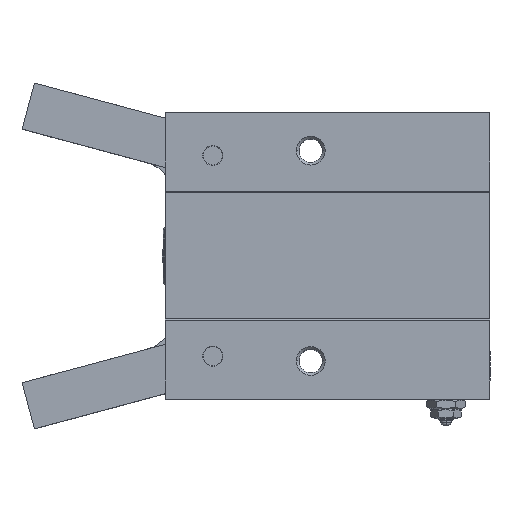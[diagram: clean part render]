
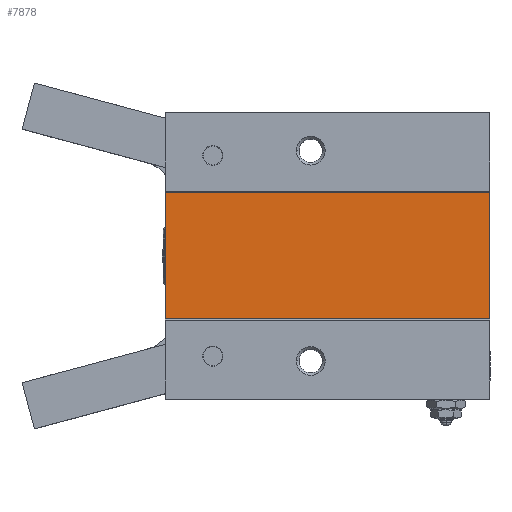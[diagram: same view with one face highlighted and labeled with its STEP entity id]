
A CAD part, top view. The second image highlights one B-rep face of the part: STEP entity #7878.
In plain terms, the highlighted planar face has unit normal (0, 0, 1).
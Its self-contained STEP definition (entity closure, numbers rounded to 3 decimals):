
#63 = DIRECTION ( 'NONE',  ( 0., 1., 0. ) ) ;
#97 = CARTESIAN_POINT ( 'NONE',  ( 0., -13.2, 19.7 ) ) ;
#839 = CARTESIAN_POINT ( 'NONE',  ( 0., -13.2, 19.7 ) ) ;
#1065 = DIRECTION ( 'NONE',  ( 1., 0., 0. ) ) ;
#1220 = FACE_OUTER_BOUND ( 'NONE', #8195, .T. ) ;
#1427 = CARTESIAN_POINT ( 'NONE',  ( 0., 13.2, 19.7 ) ) ;
#1429 = LINE ( 'NONE', #7539, #3212 ) ;
#1525 = DIRECTION ( 'NONE',  ( 1., 0., 0. ) ) ;
#1530 = VECTOR ( 'NONE', #63, 1000. ) ;
#1713 = CARTESIAN_POINT ( 'NONE',  ( 0., 13.2, 19.7 ) ) ;
#1723 = VERTEX_POINT ( 'NONE', #1902 ) ;
#1902 = CARTESIAN_POINT ( 'NONE',  ( -68., -13.2, 19.7 ) ) ;
#2104 = CARTESIAN_POINT ( 'NONE',  ( 0., 13.2, 19.7 ) ) ;
#2237 = VECTOR ( 'NONE', #2695, 1000. ) ;
#2392 = CARTESIAN_POINT ( 'NONE',  ( -68., 13.2, 19.7 ) ) ;
#2462 = ORIENTED_EDGE ( 'NONE', *, *, #8525, .T. ) ;
#2463 = EDGE_CURVE ( 'NONE', #6312, #4713, #4032, .T. ) ;
#2679 = ORIENTED_EDGE ( 'NONE', *, *, #4948, .T. ) ;
#2695 = DIRECTION ( 'NONE',  ( -1., 0., 0. ) ) ;
#2839 = DIRECTION ( 'NONE',  ( 0., -1., 0. ) ) ;
#3212 = VECTOR ( 'NONE', #2839, 1000. ) ;
#3544 = ORIENTED_EDGE ( 'NONE', *, *, #2463, .T. ) ;
#3707 = EDGE_CURVE ( 'NONE', #4713, #1723, #1429, .T. ) ;
#4032 = LINE ( 'NONE', #7397, #2237 ) ;
#4713 = VERTEX_POINT ( 'NONE', #2392 ) ;
#4948 = EDGE_CURVE ( 'NONE', #1723, #7642, #7496, .T. ) ;
#5101 = DIRECTION ( 'NONE',  ( 0., 0., 1. ) ) ;
#5297 = VECTOR ( 'NONE', #1525, 1000. ) ;
#5319 = LINE ( 'NONE', #1427, #1530 ) ;
#5739 = PLANE ( 'NONE',  #6521 ) ;
#6312 = VERTEX_POINT ( 'NONE', #2104 ) ;
#6521 = AXIS2_PLACEMENT_3D ( 'NONE', #1713, #5101, #1065 ) ;
#6731 = ORIENTED_EDGE ( 'NONE', *, *, #3707, .T. ) ;
#7397 = CARTESIAN_POINT ( 'NONE',  ( 0., 13.2, 19.7 ) ) ;
#7496 = LINE ( 'NONE', #839, #5297 ) ;
#7539 = CARTESIAN_POINT ( 'NONE',  ( -68., 13.2, 19.7 ) ) ;
#7642 = VERTEX_POINT ( 'NONE', #97 ) ;
#7878 = ADVANCED_FACE ( 'NONE', ( #1220 ), #5739, .T. ) ;
#8195 = EDGE_LOOP ( 'NONE', ( #2462, #3544, #6731, #2679 ) ) ;
#8525 = EDGE_CURVE ( 'NONE', #7642, #6312, #5319, .T. ) ;
